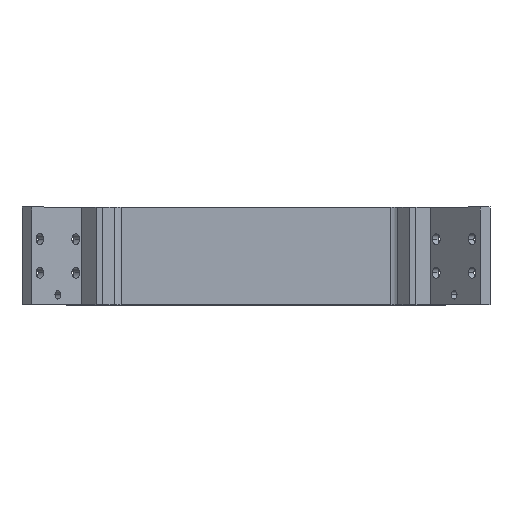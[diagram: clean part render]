
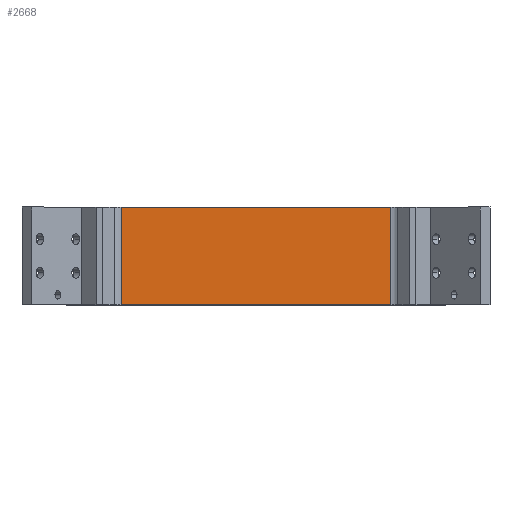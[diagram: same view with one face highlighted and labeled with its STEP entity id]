
A CAD part, top view. The second image highlights one B-rep face of the part: STEP entity #2668.
In plain terms, the highlighted planar face has unit normal (0, 0, 1).
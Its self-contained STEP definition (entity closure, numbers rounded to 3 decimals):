
#255 = EDGE_CURVE ( 'NONE', #896, #2162, #2613, .T. ) ;
#382 = ORIENTED_EDGE ( 'NONE', *, *, #1407, .T. ) ;
#384 = DIRECTION ( 'NONE',  ( 0., 0., 1. ) ) ;
#586 = VECTOR ( 'NONE', #1022, 1000. ) ;
#644 = CARTESIAN_POINT ( 'NONE',  ( -39.891, -29., 18.605 ) ) ;
#674 = PLANE ( 'NONE',  #3115 ) ;
#697 = DIRECTION ( 'NONE',  ( 1., 0., 0. ) ) ;
#820 = VERTEX_POINT ( 'NONE', #2332 ) ;
#896 = VERTEX_POINT ( 'NONE', #3121 ) ;
#930 = EDGE_LOOP ( 'NONE', ( #2186, #3337, #2873, #382 ) ) ;
#959 = LINE ( 'NONE', #1015, #586 ) ;
#1015 = CARTESIAN_POINT ( 'NONE',  ( 39.891, -29., 18.605 ) ) ;
#1022 = DIRECTION ( 'NONE',  ( 0., 1., 0. ) ) ;
#1209 = CARTESIAN_POINT ( 'NONE',  ( 0., 0., 18.605 ) ) ;
#1407 = EDGE_CURVE ( 'NONE', #820, #2162, #959, .T. ) ;
#1671 = DIRECTION ( 'NONE',  ( 0., -1., 0. ) ) ;
#1870 = VECTOR ( 'NONE', #3214, 1000. ) ;
#1909 = VECTOR ( 'NONE', #2263, 1000. ) ;
#2043 = EDGE_CURVE ( 'NONE', #2875, #820, #2701, .T. ) ;
#2162 = VERTEX_POINT ( 'NONE', #2649 ) ;
#2186 = ORIENTED_EDGE ( 'NONE', *, *, #255, .F. ) ;
#2263 = DIRECTION ( 'NONE',  ( 1., 0., 0. ) ) ;
#2302 = EDGE_CURVE ( 'NONE', #896, #2875, #2657, .T. ) ;
#2332 = CARTESIAN_POINT ( 'NONE',  ( 39.891, -29., 18.605 ) ) ;
#2515 = CARTESIAN_POINT ( 'NONE',  ( 0., -29., 18.605 ) ) ;
#2593 = CARTESIAN_POINT ( 'NONE',  ( 0., -29., 18.605 ) ) ;
#2613 = LINE ( 'NONE', #1209, #1909 ) ;
#2649 = CARTESIAN_POINT ( 'NONE',  ( 39.891, 0., 18.605 ) ) ;
#2657 = LINE ( 'NONE', #644, #2864 ) ;
#2668 = ADVANCED_FACE ( 'NONE', ( #3111 ), #674, .T. ) ;
#2701 = LINE ( 'NONE', #2593, #1870 ) ;
#2864 = VECTOR ( 'NONE', #1671, 1000. ) ;
#2873 = ORIENTED_EDGE ( 'NONE', *, *, #2043, .T. ) ;
#2875 = VERTEX_POINT ( 'NONE', #2901 ) ;
#2901 = CARTESIAN_POINT ( 'NONE',  ( -39.891, -29., 18.605 ) ) ;
#3111 = FACE_OUTER_BOUND ( 'NONE', #930, .T. ) ;
#3115 = AXIS2_PLACEMENT_3D ( 'NONE', #2515, #384, #697 ) ;
#3121 = CARTESIAN_POINT ( 'NONE',  ( -39.891, 0., 18.605 ) ) ;
#3214 = DIRECTION ( 'NONE',  ( 1., 0., 0. ) ) ;
#3337 = ORIENTED_EDGE ( 'NONE', *, *, #2302, .T. ) ;
